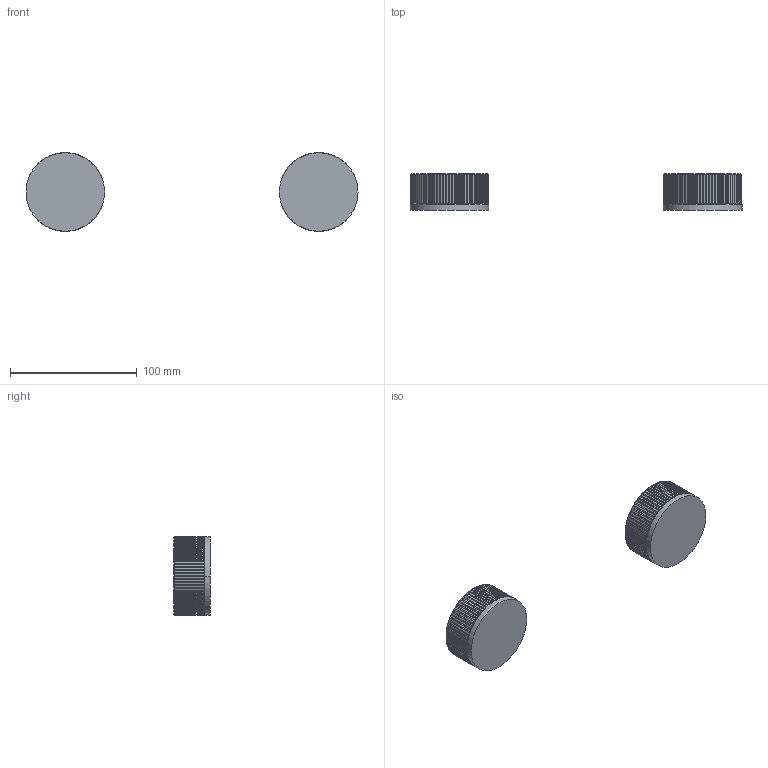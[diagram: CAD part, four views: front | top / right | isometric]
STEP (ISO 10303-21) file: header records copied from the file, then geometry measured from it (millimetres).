
FILE_DESCRIPTION((''),'2;1');
FILE_NAME('64193-','2023-07-16T12:20:52',('dell'),(''),'CREO PARAMETRIC BY PTC INC, 2019224','CREO PARAMETRIC BY PTC INC, 2019224','');
FILE_SCHEMA(('CONFIG_CONTROL_DESIGN'));
Length unit declared in the file: millimetre
Products named in the file (1): 64193-
Bounding box: 262 x 29 x 62 mm (x, y, z)
Volume: 172905.7 mm3; surface area: 27015 mm2
Topology: 2 solids, 2 shells, 816 faces, 2112 edges, 1300 vertices
Faces by surface type: plane 644, cylinder 164, torus 4, cone 4
Entity records: 25576 total; most frequent: CARTESIAN_POINT 6644, ORIENTED_EDGE 4224, DIRECTION 3592, EDGE_CURVE 2112, AXIS2_PLACEMENT_3D 1312, VERTEX_POINT 1300, VECTOR 968, LINE 968
